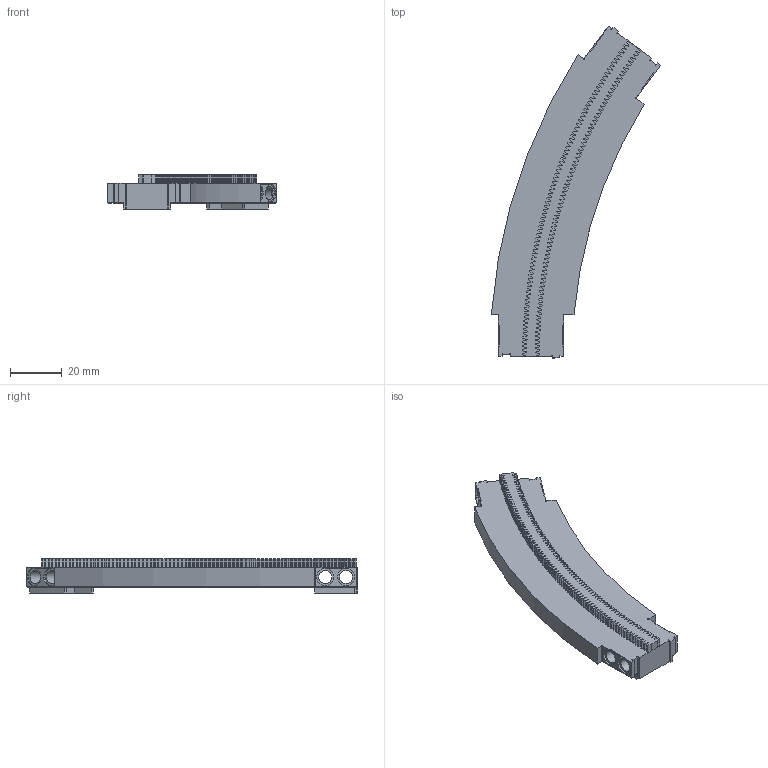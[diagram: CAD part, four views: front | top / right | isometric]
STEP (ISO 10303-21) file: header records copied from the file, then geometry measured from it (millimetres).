
FILE_DESCRIPTION(('Open CASCADE Model'),'2;1');
FILE_NAME('Open CASCADE Shape Model','2024-11-25T17:41:22',('Author'),( 'Open CASCADE'),'Open CASCADE STEP processor 7.7','Open CASCADE 7.7' ,'Unknown');
FILE_SCHEMA(('AUTOMOTIVE_DESIGN { 1 0 10303 214 1 1 1 1 }'));
Length unit declared in the file: millimetre
Products named in the file (1): Open CASCADE STEP translator 7.7 15
Bounding box: 65.33 x 128.08 x 13.2 mm (x, y, z)
Volume: 30020.7 mm3; surface area: 14477.8 mm2
Topology: 1 solids, 1 shells, 1020 faces, 2988 edges, 1982 vertices
Faces by surface type: plane 826, cylinder 192, cone 2
Full cylindrical faces by diameter (mm): 5 x8, 6.6 x8
Entity records: 72978 total; most frequent: CARTESIAN_POINT 13167, DIRECTION 11206, LINE 8154, VECTOR 8154, ORIENTED_EDGE 5976, PCURVE 5976, DEFINITIONAL_REPRESENTATION 5976, EDGE_CURVE 2988
